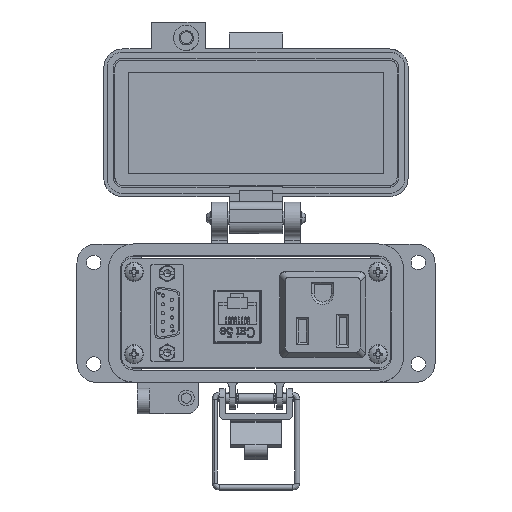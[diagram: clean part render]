
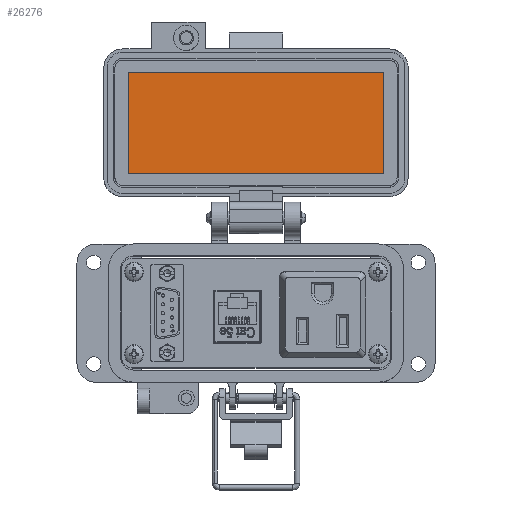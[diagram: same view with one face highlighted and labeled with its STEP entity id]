
A CAD part, top view. The second image highlights one B-rep face of the part: STEP entity #26276.
In plain terms, the highlighted planar face has unit normal (0, 0, 1).
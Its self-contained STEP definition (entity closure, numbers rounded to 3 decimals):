
#1284 = CARTESIAN_POINT ( 'NONE',  ( -40.25, 51.154, -25.55 ) ) ;
#7703 = ORIENTED_EDGE ( 'NONE', *, *, #14885, .F. ) ;
#9538 = ORIENTED_EDGE ( 'NONE', *, *, #42368, .F. ) ;
#9780 = CARTESIAN_POINT ( 'NONE',  ( -40.25, 67.154, -25.55 ) ) ;
#12430 = VERTEX_POINT ( 'NONE', #53502 ) ;
#12433 = DIRECTION ( 'NONE',  ( 0., 0., 1. ) ) ;
#14885 = EDGE_CURVE ( 'NONE', #55550, #12430, #51012, .T. ) ;
#15071 = CARTESIAN_POINT ( 'NONE',  ( -40.25, 83.154, -25.55 ) ) ;
#16638 = VERTEX_POINT ( 'NONE', #15071 ) ;
#17389 = DIRECTION ( 'NONE',  ( 0., -1., 0. ) ) ;
#18039 = EDGE_CURVE ( 'NONE', #63846, #16638, #32827, .T. ) ;
#18096 = EDGE_LOOP ( 'NONE', ( #9538, #28846, #25534, #7703 ) ) ;
#21363 = VECTOR ( 'NONE', #54593, 1000. ) ;
#25534 = ORIENTED_EDGE ( 'NONE', *, *, #61263, .F. ) ;
#26276 = ADVANCED_FACE ( 'NONE', ( #66920 ), #56300, .T. ) ;
#28547 = CARTESIAN_POINT ( 'NONE',  ( -8.5, 67.154, -25.55 ) ) ;
#28846 = ORIENTED_EDGE ( 'NONE', *, *, #18039, .F. ) ;
#32827 = LINE ( 'NONE', #9780, #70809 ) ;
#34206 = CARTESIAN_POINT ( 'NONE',  ( 40.25, 67.154, -25.55 ) ) ;
#35219 = DIRECTION ( 'NONE',  ( -1., 0., 0. ) ) ;
#37441 = LINE ( 'NONE', #54243, #21363 ) ;
#38279 = DIRECTION ( 'NONE',  ( 0., 1., 0. ) ) ;
#42368 = EDGE_CURVE ( 'NONE', #16638, #55550, #37441, .T. ) ;
#46184 = CARTESIAN_POINT ( 'NONE',  ( 42., 51.154, -25.55 ) ) ;
#47279 = LINE ( 'NONE', #46184, #57889 ) ;
#49970 = VECTOR ( 'NONE', #17389, 1000. ) ;
#51012 = LINE ( 'NONE', #34206, #49970 ) ;
#53502 = CARTESIAN_POINT ( 'NONE',  ( 40.25, 51.154, -25.55 ) ) ;
#53678 = CARTESIAN_POINT ( 'NONE',  ( 40.25, 83.154, -25.55 ) ) ;
#54243 = CARTESIAN_POINT ( 'NONE',  ( -8.5, 83.154, -25.55 ) ) ;
#54593 = DIRECTION ( 'NONE',  ( 1., 0., 0. ) ) ;
#55550 = VERTEX_POINT ( 'NONE', #53678 ) ;
#56300 = PLANE ( 'NONE',  #68052 ) ;
#57026 = DIRECTION ( 'NONE',  ( 0., -1., 0. ) ) ;
#57889 = VECTOR ( 'NONE', #35219, 1000. ) ;
#61263 = EDGE_CURVE ( 'NONE', #12430, #63846, #47279, .T. ) ;
#63846 = VERTEX_POINT ( 'NONE', #1284 ) ;
#66920 = FACE_OUTER_BOUND ( 'NONE', #18096, .T. ) ;
#68052 = AXIS2_PLACEMENT_3D ( 'NONE', #28547, #12433, #57026 ) ;
#70809 = VECTOR ( 'NONE', #38279, 1000. ) ;
